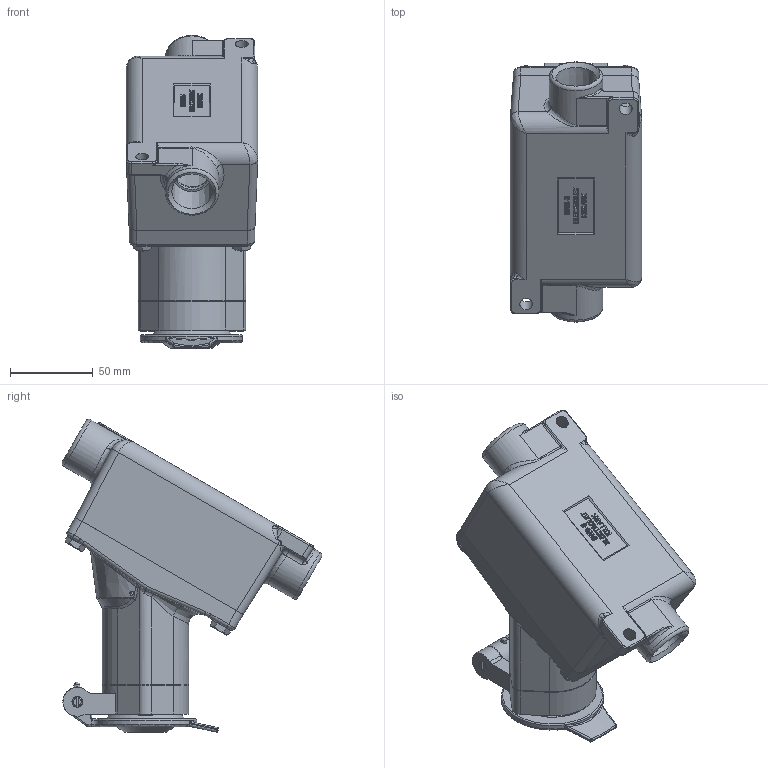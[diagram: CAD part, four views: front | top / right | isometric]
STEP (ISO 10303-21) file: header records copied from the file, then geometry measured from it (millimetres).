
FILE_DESCRIPTION(/* description */ (''),/* implementation_level */ '2;1');
FILE_NAME(/* name */ 'UGR5-20231QW.stp',/* time_stamp */ '2019-11-05T11:09:53-06:00',/* author */ (''),/* organization */ (''),/* preprocessor_version */ 'ST-DEVELOPER v11',/* originating_system */ 'SIEMENS UGS NX 6.0',/* authorisation */ '');
FILE_SCHEMA (('CONFIG_CONTROL_DESIGN'));
Products named in the file (1): bstr68B6hvt0
Bounding box: 79.62 x 157.5 x 189.8 mm (x, y, z)
Volume: 374014.2 mm3; surface area: 150514.8 mm2
Topology: 12 solids, 14 shells, 1576 faces, 4074 edges, 2582 vertices
Faces by surface type: plane 654, bspline 504, cylinder 264, cone 73, torus 55, sphere 26
Full cylindrical faces by diameter (mm): 2.438 x2, 2.642 x2, 2.86 x1, 3.52 x2, 3.683 x1, 3.797 x1, 4.166 x54, 4.762 x2, 4.978 x4, 6.144 x4, 6.299 x1, 6.35 x1, 6.528 x3, 7.144 x4, 7.938 x2, 10.922 x4, 11.112 x1, 11.509 x1, 20.117 x2, 32.537 x2, 39.624 x2, 42.164 x3, 46.482 x2
Entity records: 65625 total; most frequent: CARTESIAN_POINT 32966, ORIENTED_EDGE 7398, DIRECTION 5229, EDGE_CURVE 3699, VERTEX_POINT 2408, LINE 1967, VECTOR 1967, EDGE_LOOP 1759
